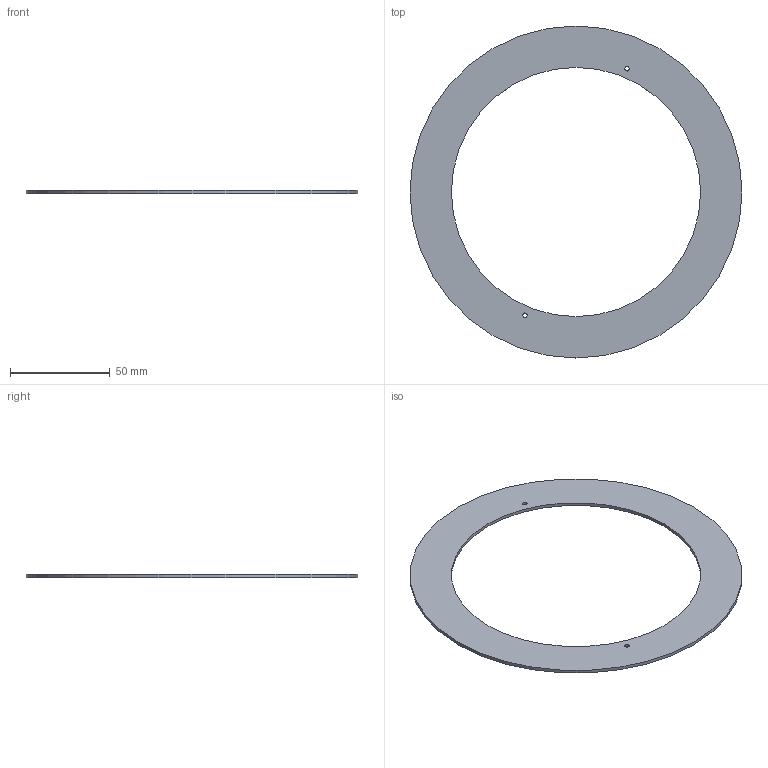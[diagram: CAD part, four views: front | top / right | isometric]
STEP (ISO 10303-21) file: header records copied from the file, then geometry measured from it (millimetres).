
FILE_DESCRIPTION(/* description */ (''),/* implementation_level */ '2;1');
FILE_NAME(/* name */ 'OuterRing_boardShape.step',/* time_stamp */ '2020-12-05T22:29:00+08:00',/* author */ (''),/* organization */ (''),/* preprocessor_version */ 'ST-DEVELOPER v18.1',/* originating_system */ 'Autodesk Translation Framework v9.3.0.1241',/* authorisation */ '');
FILE_SCHEMA (('AUTOMOTIVE_DESIGN { 1 0 10303 214 3 1 1 }'));
Length unit declared in the file: millimetre
Products named in the file (3): theMagicBox; Outer_disk; pcb
Assembly tree (2 placements, depth 3):
  theMagicBox
    Outer_disk
      pcb
Bounding box: 166.6 x 166.6 x 1.6 mm (x, y, z)
Volume: 15231.5 mm3; surface area: 20527.3 mm2
Topology: 1 solids, 1 shells, 6 faces, 12 edges, 8 vertices
Faces by surface type: cylinder 4, plane 2
Full cylindrical faces by diameter (mm): 2.2 x2, 125 x1, 166.6 x1
Entity records: 263 total; most frequent: DIRECTION 42, CARTESIAN_POINT 31, ORIENTED_EDGE 24, AXIS2_PLACEMENT_3D 19, EDGE_LOOP 12, EDGE_CURVE 12, CIRCLE 8, VERTEX_POINT 8
